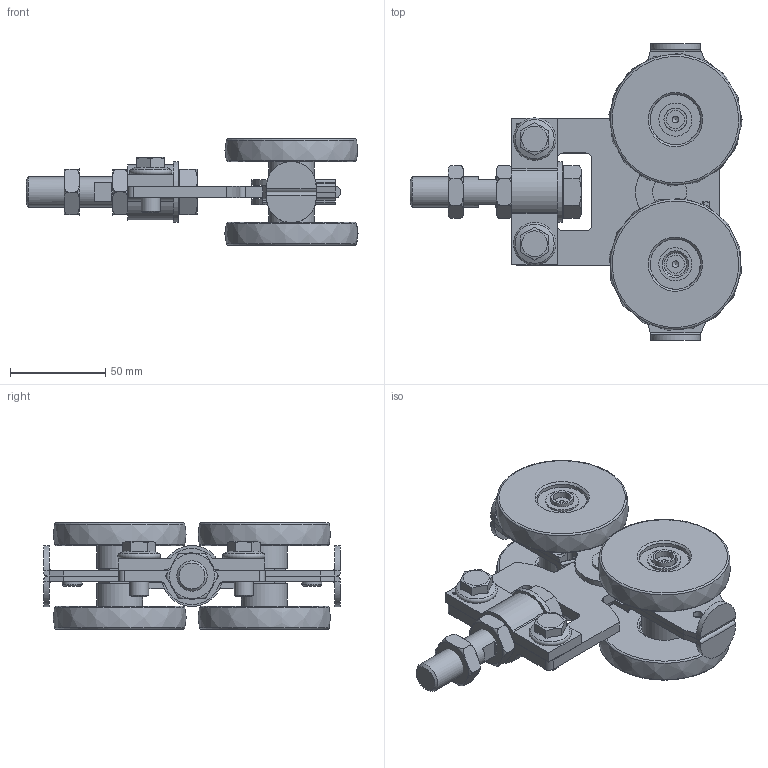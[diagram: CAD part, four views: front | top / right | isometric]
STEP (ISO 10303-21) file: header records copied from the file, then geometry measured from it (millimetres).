
FILE_DESCRIPTION(/* description */ (''),/* implementation_level */ '2;1');
FILE_NAME(/* name */ '2285A.stp',/* time_stamp */ '2020-12-22T15:33:12+01:00',/* author */ ('DBARI'),/* organization */ (''),/* preprocessor_version */ 'ST-DEVELOPER v18.1',/* originating_system */ 'Autodesk Inventor 2021',/* authorisation */ '');
FILE_SCHEMA (('AUTOMOTIVE_DESIGN { 1 0 10303 214 3 1 1 }'));
Length unit declared in the file: millimetre
Products named in the file (12): 2285A; 15180; 15988; 15000; 15745; 14999; U04552-B; 15987; 15210; 06016; 04523; 15977
Assembly tree (20 placements, depth 2):
  2285A
    15180
    15988  x2
    15000
    15745
    14999
    U04552-B
    15987  x4
    15210
    06016  x2
    04523  x2
    15977  x4
Bounding box: 174.5 x 156 x 56 mm (x, y, z)
Volume: 312246.4 mm3; surface area: 117851.8 mm2
Topology: 20 solids, 20 shells, 616 faces, 1612 edges, 1053 vertices
Faces by surface type: plane 327, cylinder 182, bspline 59, cone 32, torus 16
Full cylindrical faces by diameter (mm): 1.342 x1, 1.458 x1, 3.5 x4, 5.2 x4, 8.376 x2, 9.5 x4, 10 x2, 10.1 x2, 10.4 x2, 11.8 x4, 12 x4, 12.2 x4, 13.835 x2, 15.8 x1, 16 x1, 16.2 x3, 17 x1, 17.4 x8, 18 x1, 22 x1, 24 x4, 26.5 x4, 32 x1
Entity records: 15547 total; most frequent: CARTESIAN_POINT 3708, ORIENTED_EDGE 2422, DIRECTION 2247, EDGE_CURVE 1211, VERTEX_POINT 791, AXIS2_PLACEMENT_3D 761, LINE 725, VECTOR 725
